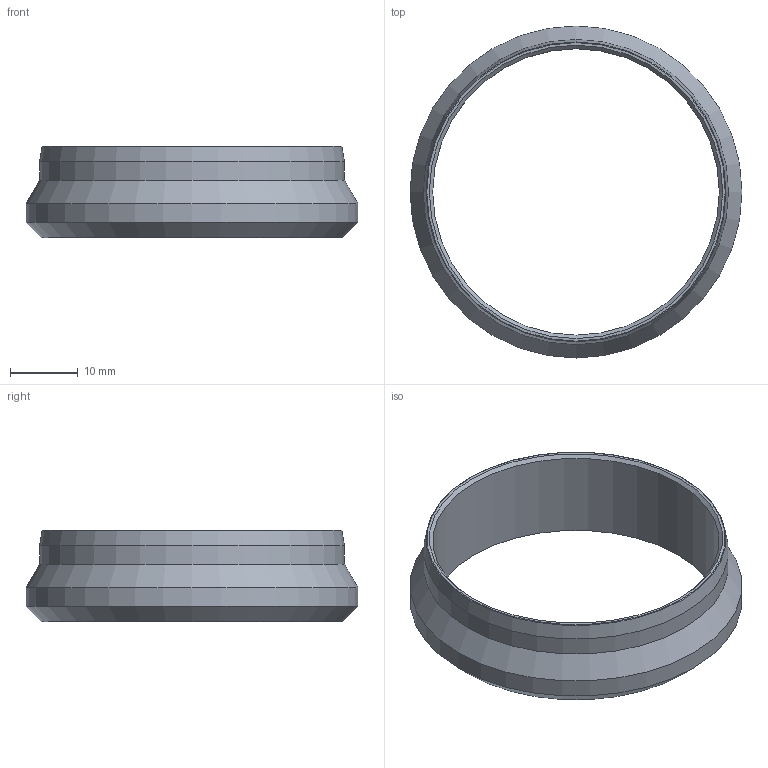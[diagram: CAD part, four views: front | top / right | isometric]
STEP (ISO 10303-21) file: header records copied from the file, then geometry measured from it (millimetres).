
FILE_DESCRIPTION((''),'2;1');
FILE_NAME('40142.stp','2014-07-30T11:09:15',(''),('KNOMI spol. s r. o.'),'Autodesk Inventor 2012','Autodesk Inventor 2012','');
FILE_SCHEMA(('AUTOMOTIVE_DESIGN { 1 2 10303 214 0 1 1 1 }'));
Length unit declared in the file: millimetre
Products named in the file (1): ZK2 42L
Bounding box: 49 x 49 x 13.5 mm (x, y, z)
Volume: 4017 mm3; surface area: 4223.1 mm2
Topology: 1 solids, 1 shells, 10 faces, 22 edges, 16 vertices
Faces by surface type: cone 4, cylinder 3, plane 2, torus 1
Full cylindrical faces by diameter (mm): 42.3 x1, 45 x1, 49 x1
Entity records: 265 total; most frequent: DIRECTION 44, CARTESIAN_POINT 35, AXIS2_PLACEMENT_3D 21, ORIENTED_EDGE 20, EDGE_LOOP 20, VERTEX_POINT 10, CIRCLE 10, EDGE_CURVE 10
